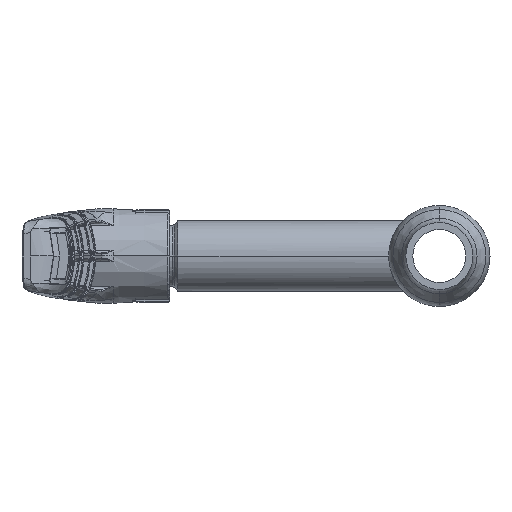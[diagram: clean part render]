
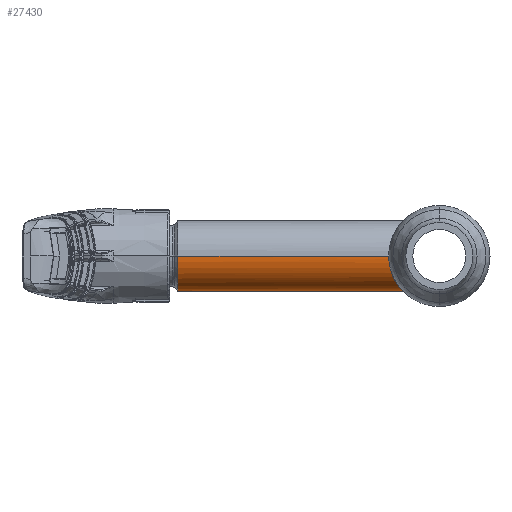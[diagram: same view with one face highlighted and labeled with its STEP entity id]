
A CAD part, left-side view. The second image highlights one B-rep face of the part: STEP entity #27430.
In plain terms, the highlighted cylindrical face has radius 9 mm (diameter 18 mm), a partial arc.
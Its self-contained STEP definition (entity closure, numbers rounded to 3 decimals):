
#224 = CARTESIAN_POINT ( 'NONE',  ( 7.749, 12.167, -4.586 ) ) ;
#1185 = CARTESIAN_POINT ( 'NONE',  ( -1.229, 9.456, -8.921 ) ) ;
#1508 = CARTESIAN_POINT ( 'NONE',  ( 8.161, 12.434, -3.806 ) ) ;
#2508 = CARTESIAN_POINT ( 'NONE',  ( 9., 13., 0. ) ) ;
#3320 = DIRECTION ( 'NONE',  ( 0., -1., 0. ) ) ;
#4965 = CARTESIAN_POINT ( 'NONE',  ( 9., 0., 0. ) ) ;
#5106 = CARTESIAN_POINT ( 'NONE',  ( 8.985, 12.989, -0.608 ) ) ;
#5414 = DIRECTION ( 'NONE',  ( 0., -1., 0. ) ) ;
#6095 = CARTESIAN_POINT ( 'NONE',  ( 8.876, 12.914, -1.521 ) ) ;
#6988 = AXIS2_PLACEMENT_3D ( 'NONE', #47053, #3320, #38109 ) ;
#8894 = VERTEX_POINT ( 'NONE', #2508 ) ;
#10343 = CARTESIAN_POINT ( 'NONE',  ( 7.273, 11.869, -5.31 ) ) ;
#10669 = CARTESIAN_POINT ( 'NONE',  ( 8.512, 12.666, -2.985 ) ) ;
#10979 = CARTESIAN_POINT ( 'NONE',  ( 9., 13., 0. ) ) ;
#11292 = CARTESIAN_POINT ( 'NONE',  ( 4.785, 10.529, -7.628 ) ) ;
#11590 = FACE_OUTER_BOUND ( 'NONE', #34265, .T. ) ;
#11941 = CARTESIAN_POINT ( 'NONE',  ( -9., 13., 0. ) ) ;
#14478 = ORIENTED_EDGE ( 'NONE', *, *, #24090, .T. ) ;
#15286 = CARTESIAN_POINT ( 'NONE',  ( 2.961, 9.833, -8.504 ) ) ;
#15939 = CARTESIAN_POINT ( 'NONE',  ( 6.537, 11.433, -6.193 ) ) ;
#16137 = LINE ( 'NONE', #4965, #22483 ) ;
#16274 = CARTESIAN_POINT ( 'NONE',  ( -2.411, 9.682, -8.676 ) ) ;
#16591 = CARTESIAN_POINT ( 'NONE',  ( 3.235, 9.92, -8.403 ) ) ;
#17740 = CARTESIAN_POINT ( 'NONE',  ( -9., 13., 0. ) ) ;
#17883 = CARTESIAN_POINT ( 'NONE',  ( -3.252, 9.925, -8.397 ) ) ;
#18112 = ORIENTED_EDGE ( 'NONE', *, *, #42265, .F. ) ;
#18200 = CARTESIAN_POINT ( 'NONE',  ( -7.768, 12.177, -4.582 ) ) ;
#20422 = VECTOR ( 'NONE', #27035, 1000. ) ;
#21187 = CARTESIAN_POINT ( 'NONE',  ( -1.528, 9.5, -8.874 ) ) ;
#21446 = CARTESIAN_POINT ( 'NONE',  ( -9., 0., 0. ) ) ;
#22244 = ORIENTED_EDGE ( 'NONE', *, *, #50801, .T. ) ;
#22470 = CARTESIAN_POINT ( 'NONE',  ( -4.557, 10.421, -7.782 ) ) ;
#22483 = VECTOR ( 'NONE', #36162, 1000. ) ;
#24090 = EDGE_CURVE ( 'NONE', #57806, #53673, #41889, .T. ) ;
#24121 = AXIS2_PLACEMENT_3D ( 'NONE', #30363, #5414, #25463 ) ;
#25463 = DIRECTION ( 'NONE',  ( -1., 0., 0. ) ) ;
#25808 = CARTESIAN_POINT ( 'NONE',  ( 4.538, 10.418, -7.778 ) ) ;
#26131 = CARTESIAN_POINT ( 'NONE',  ( 7.099, 11.764, -5.539 ) ) ;
#26769 = CARTESIAN_POINT ( 'NONE',  ( -8.509, 12.664, -2.992 ) ) ;
#27035 = DIRECTION ( 'NONE',  ( 0., -1., 0. ) ) ;
#27416 = CARTESIAN_POINT ( 'NONE',  ( -8.046, 12.358, -4.075 ) ) ;
#27430 = ADVANCED_FACE ( 'NONE', ( #11590 ), #56563, .T. ) ;
#28664 = CARTESIAN_POINT ( 'NONE',  ( -9., 67.169, 0. ) ) ;
#29190 = ORIENTED_EDGE ( 'NONE', *, *, #39645, .T. ) ;
#30363 = CARTESIAN_POINT ( 'NONE',  ( 0., 67.169, 0. ) ) ;
#30389 = CARTESIAN_POINT ( 'NONE',  ( 1.214, 9.441, -8.938 ) ) ;
#30699 = CARTESIAN_POINT ( 'NONE',  ( 2.396, 9.678, -8.68 ) ) ;
#31012 = CARTESIAN_POINT ( 'NONE',  ( 2.103, 9.609, -8.756 ) ) ;
#32305 = CARTESIAN_POINT ( 'NONE',  ( -9., 13., -0.617 ) ) ;
#32931 = CARTESIAN_POINT ( 'NONE',  ( -6.75, 11.552, -5.98 ) ) ;
#34265 = EDGE_LOOP ( 'NONE', ( #14478, #29190, #22244, #18112 ) ) ;
#35978 = CARTESIAN_POINT ( 'NONE',  ( 5.495, 10.864, -7.151 ) ) ;
#36162 = DIRECTION ( 'NONE',  ( 0., -1., 0. ) ) ;
#36291 = CARTESIAN_POINT ( 'NONE',  ( 3.77, 10.107, -8.177 ) ) ;
#37866 = CARTESIAN_POINT ( 'NONE',  ( -5.945, 11.101, -6.781 ) ) ;
#38109 = DIRECTION ( 'NONE',  ( -1., 0., 0. ) ) ;
#39645 = EDGE_CURVE ( 'NONE', #53673, #8894, #16137, .T. ) ;
#40218 = CARTESIAN_POINT ( 'NONE',  ( 7.598, 12.071, -4.833 ) ) ;
#41199 = CARTESIAN_POINT ( 'NONE',  ( -2.118, 9.613, -8.752 ) ) ;
#41506 = CARTESIAN_POINT ( 'NONE',  ( 8.031, 12.348, -4.073 ) ) ;
#41821 = CARTESIAN_POINT ( 'NONE',  ( -4.053, 10.207, -8.057 ) ) ;
#41889 = CIRCLE ( 'NONE', #24121, 9. ) ;
#42265 = EDGE_CURVE ( 'NONE', #57806, #44363, #46386, .T. ) ;
#42630 = B_SPLINE_CURVE_WITH_KNOTS ( 'NONE', 3,
 ( #10979, #50068, #5106, #55618, #6095, #60924, #10669, #1508, #41506, #224, #40218, #10343, #26131, #60266, #15939, #61560, #35978, #11292, #25808, #61248, #36291, #16591, #15286, #30699, #31012, #30389, #55943, #50394, #46138, #1185, #21187, #41199, #16274, #56268, #17883, #41821, #22470, #62518, #37866, #32931, #48057, #18200, #27416, #26769, #52624, #47077, #32305, #11941 ),
 .UNSPECIFIED., .F., .F.,
 ( 4, 2, 2, 2, 2, 2, 2, 2, 2, 2, 2, 2, 2, 2, 2, 2, 2, 2, 2, 2, 2, 2, 2, 4 ),
 ( 0.029, 0.03, 0.031, 0.033, 0.034, 0.035, 0.036, 0.036, 0.038, 0.039, 0.04, 0.041, 0.042, 0.044, 0.045, 0.046, 0.047, 0.047, 0.049, 0.051, 0.053, 0.055, 0.057, 0.058 ),
 .UNSPECIFIED. ) ;
#44363 = VERTEX_POINT ( 'NONE', #17740 ) ;
#46138 = CARTESIAN_POINT ( 'NONE',  ( -0.624, 9.397, -8.983 ) ) ;
#46386 = LINE ( 'NONE', #21446, #20422 ) ;
#47053 = CARTESIAN_POINT ( 'NONE',  ( 0., 0., 0. ) ) ;
#47077 = CARTESIAN_POINT ( 'NONE',  ( -8.937, 12.956, -1.224 ) ) ;
#48057 = CARTESIAN_POINT ( 'NONE',  ( -7.121, 11.775, -5.534 ) ) ;
#50068 = CARTESIAN_POINT ( 'NONE',  ( 9., 13., -0.304 ) ) ;
#50394 = CARTESIAN_POINT ( 'NONE',  ( -0.315, 9.381, -9. ) ) ;
#50801 = EDGE_CURVE ( 'NONE', #8894, #44363, #42630, .T. ) ;
#52624 = CARTESIAN_POINT ( 'NONE',  ( -8.693, 12.789, -2.408 ) ) ;
#53673 = VERTEX_POINT ( 'NONE', #61308 ) ;
#55618 = CARTESIAN_POINT ( 'NONE',  ( 8.923, 12.947, -1.216 ) ) ;
#55943 = CARTESIAN_POINT ( 'NONE',  ( 0.61, 9.38, -9. ) ) ;
#56268 = CARTESIAN_POINT ( 'NONE',  ( -2.978, 9.838, -8.498 ) ) ;
#56563 = CYLINDRICAL_SURFACE ( 'NONE', #6988, 9. ) ;
#57806 = VERTEX_POINT ( 'NONE', #28664 ) ;
#60266 = CARTESIAN_POINT ( 'NONE',  ( 6.731, 11.545, -5.981 ) ) ;
#60924 = CARTESIAN_POINT ( 'NONE',  ( 8.691, 12.788, -2.414 ) ) ;
#61248 = CARTESIAN_POINT ( 'NONE',  ( 4.03, 10.207, -8.052 ) ) ;
#61308 = CARTESIAN_POINT ( 'NONE',  ( 9., 67.169, 0. ) ) ;
#61560 = CARTESIAN_POINT ( 'NONE',  ( 5.931, 11.094, -6.793 ) ) ;
#62518 = CARTESIAN_POINT ( 'NONE',  ( -5.508, 10.87, -7.141 ) ) ;
